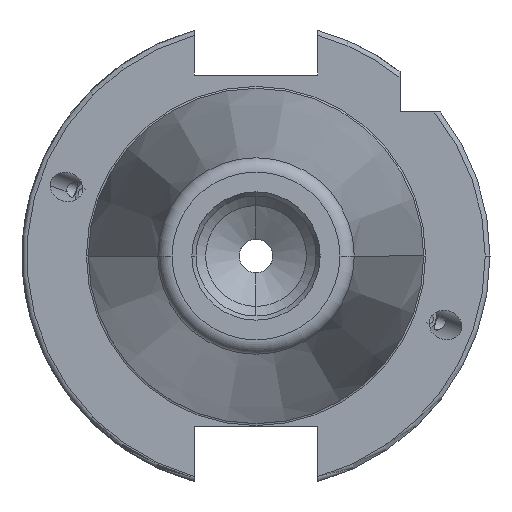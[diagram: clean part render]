
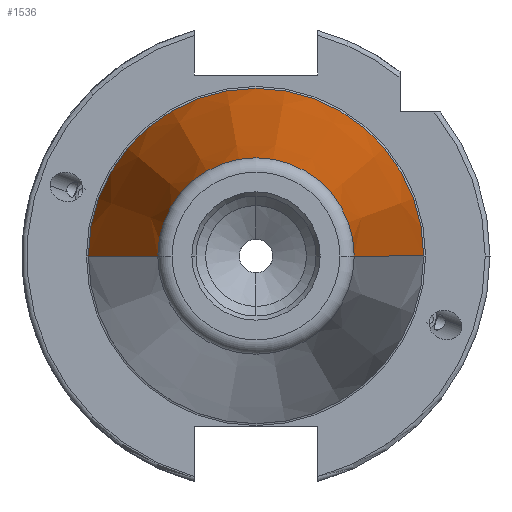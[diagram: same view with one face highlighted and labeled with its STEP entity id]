
A CAD part, left-side view. The second image highlights one B-rep face of the part: STEP entity #1536.
In plain terms, the highlighted conical face has half-angle 8.297 degrees and reference radius 34.925 mm.
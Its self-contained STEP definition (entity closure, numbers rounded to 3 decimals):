
#436 = CIRCLE ( 'NONE', #4548, 34.925 ) ;
#649 = CARTESIAN_POINT ( 'NONE',  ( -3.2, 0., 0. ) ) ;
#711 = EDGE_CURVE ( 'NONE', #746, #1832, #1520, .T. ) ;
#746 = VERTEX_POINT ( 'NONE', #3450 ) ;
#1055 = DIRECTION ( 'NONE',  ( -1., 0., 0. ) ) ;
#1146 = VECTOR ( 'NONE', #4310, 1000. ) ;
#1209 = CONICAL_SURFACE ( 'NONE', #2303, 34.925, 0.145 ) ;
#1349 = CIRCLE ( 'NONE', #2561, 20.461 ) ;
#1451 = CARTESIAN_POINT ( 'NONE',  ( -102.383, 0., 0. ) ) ;
#1520 = LINE ( 'NONE', #2740, #4544 ) ;
#1525 = ORIENTED_EDGE ( 'NONE', *, *, #2816, .T. ) ;
#1536 = ADVANCED_FACE ( 'NONE', ( #4049 ), #1209, .T. ) ;
#1563 = EDGE_CURVE ( 'NONE', #746, #2314, #1349, .T. ) ;
#1569 = EDGE_LOOP ( 'NONE', ( #2014, #2936, #1525, #3870 ) ) ;
#1730 = DIRECTION ( 'NONE',  ( 1., 0., 0. ) ) ;
#1832 = VERTEX_POINT ( 'NONE', #4895 ) ;
#1847 = DIRECTION ( 'NONE',  ( 0., -1., 0. ) ) ;
#2014 = ORIENTED_EDGE ( 'NONE', *, *, #1563, .F. ) ;
#2194 = LINE ( 'NONE', #4283, #1146 ) ;
#2229 = DIRECTION ( 'NONE',  ( 0., 1., 0. ) ) ;
#2303 = AXIS2_PLACEMENT_3D ( 'NONE', #649, #1730, #2229 ) ;
#2314 = VERTEX_POINT ( 'NONE', #3211 ) ;
#2561 = AXIS2_PLACEMENT_3D ( 'NONE', #1451, #4204, #1847 ) ;
#2740 = CARTESIAN_POINT ( 'NONE',  ( -3.2, -34.925, 0. ) ) ;
#2816 = EDGE_CURVE ( 'NONE', #1832, #4509, #436, .T. ) ;
#2936 = ORIENTED_EDGE ( 'NONE', *, *, #711, .T. ) ;
#3211 = CARTESIAN_POINT ( 'NONE',  ( -102.383, 20.461, 0. ) ) ;
#3325 = CARTESIAN_POINT ( 'NONE',  ( -3.2, 34.925, 0. ) ) ;
#3404 = CARTESIAN_POINT ( 'NONE',  ( -3.2, 0., 0. ) ) ;
#3450 = CARTESIAN_POINT ( 'NONE',  ( -102.383, -20.461, 0. ) ) ;
#3785 = DIRECTION ( 'NONE',  ( 0., -1., 0. ) ) ;
#3870 = ORIENTED_EDGE ( 'NONE', *, *, #4701, .F. ) ;
#3936 = DIRECTION ( 'NONE',  ( 0.99, -0.144, 0. ) ) ;
#4049 = FACE_OUTER_BOUND ( 'NONE', #1569, .T. ) ;
#4204 = DIRECTION ( 'NONE',  ( -1., 0., 0. ) ) ;
#4283 = CARTESIAN_POINT ( 'NONE',  ( -3.2, 34.925, 0. ) ) ;
#4310 = DIRECTION ( 'NONE',  ( 0.99, 0.144, 0. ) ) ;
#4509 = VERTEX_POINT ( 'NONE', #3325 ) ;
#4544 = VECTOR ( 'NONE', #3936, 1000. ) ;
#4548 = AXIS2_PLACEMENT_3D ( 'NONE', #3404, #1055, #3785 ) ;
#4701 = EDGE_CURVE ( 'NONE', #2314, #4509, #2194, .T. ) ;
#4895 = CARTESIAN_POINT ( 'NONE',  ( -3.2, -34.925, 0. ) ) ;
